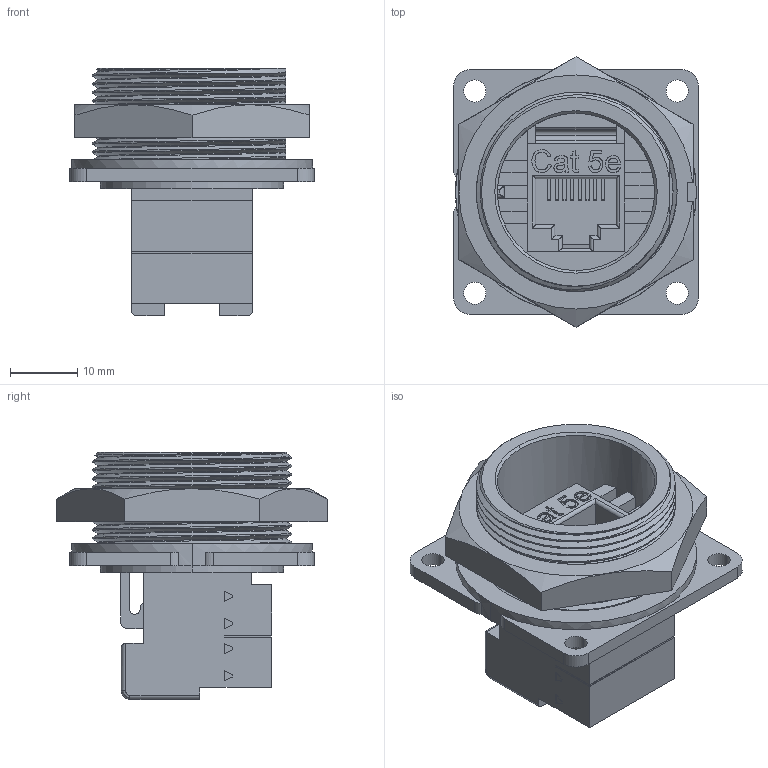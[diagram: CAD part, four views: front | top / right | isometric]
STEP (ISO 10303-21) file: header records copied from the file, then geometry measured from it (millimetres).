
FILE_DESCRIPTION (( 'STEP AP203' ), '1' );
FILE_NAME ('DCP-RJ5ST-RD.STEP', '2012-11-30T19:17:24', ( 'J0FPBF1' ), ( '' ), 'SwSTEP 2.0', 'SolidWorks 2012', '' );
FILE_SCHEMA (( 'CONFIG_CONTROL_DESIGN' ));
Length unit declared in the file: inch
Products named in the file (1): DCP-RJ5ST-RD
Bounding box: 36.53 x 40.33 x 36.85 mm (x, y, z)
Volume: 16066.6 mm3; surface area: 11149.1 mm2
Topology: 2 solids, 2 shells, 428 faces, 1196 edges, 786 vertices
Faces by surface type: plane 229, cylinder 109, bspline 79, cone 11
Entity records: 24993 total; most frequent: CARTESIAN_POINT 14829, ORIENTED_EDGE 2388, DIRECTION 1683, EDGE_CURVE 1194, VERTEX_POINT 786, LINE 775, VECTOR 775, EDGE_LOOP 458
